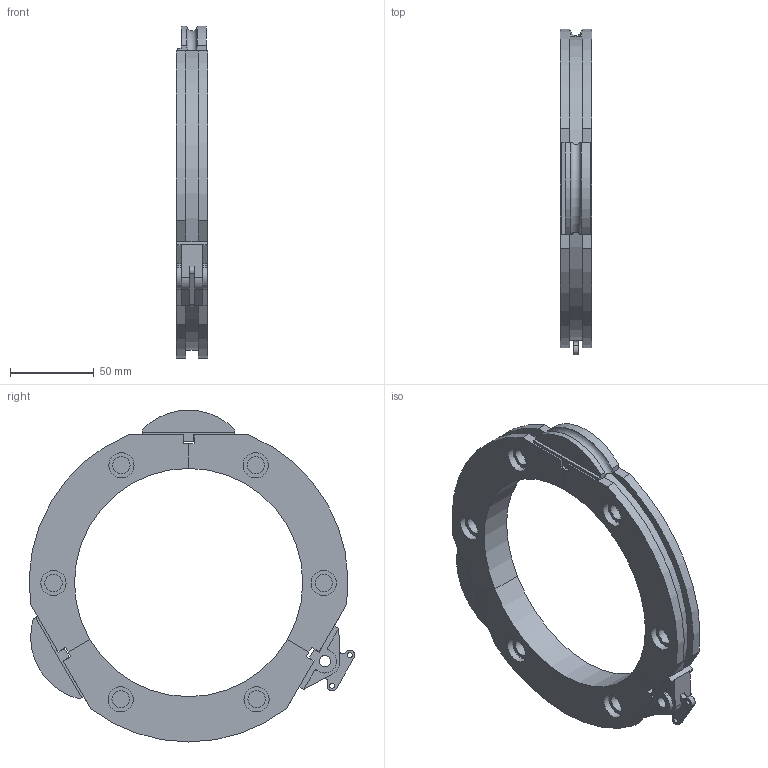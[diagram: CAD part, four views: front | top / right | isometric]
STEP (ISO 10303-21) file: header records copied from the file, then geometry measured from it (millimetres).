
FILE_DESCRIPTION(/* description */ (''),/* implementation_level */ '2;1');
FILE_NAME(/* name */ 'carbon seal.stp',/* time_stamp */ '2024-01-30T10:29:32+06:00',/* author */ (''),/* organization */ (''),/* preprocessor_version */ 'ST-DEVELOPER v16.7',/* originating_system */ 'SIEMENS PLM Software NX 12.0',/* authorisation */ '');
FILE_SCHEMA (('AUTOMOTIVE_DESIGN { 1 0 10303 214 3 1 1 1 }'));
Length unit declared in the file: millimetre
Products named in the file (4): m-3; m-2; carbon seal; assembly1 carbon seal
Assembly tree (4 placements, depth 2):
  assembly1 carbon seal
    carbon seal
    m-2  x2
    m-3
Bounding box: 19 x 193.97 x 197.8 mm (x, y, z)
Volume: 241599.9 mm3; surface area: 64860.2 mm2
Topology: 6 solids, 6 shells, 143 faces, 361 edges, 242 vertices
Faces by surface type: plane 98, cylinder 43, torus 2
Full cylindrical faces by diameter (mm): 3 x2, 6.8 x1, 10.3 x6, 15 x6
Entity records: 3802 total; most frequent: CARTESIAN_POINT 664, DIRECTION 636, ORIENTED_EDGE 592, EDGE_CURVE 296, AXIS2_PLACEMENT_3D 214, LINE 208, VECTOR 208, VERTEX_POINT 206
